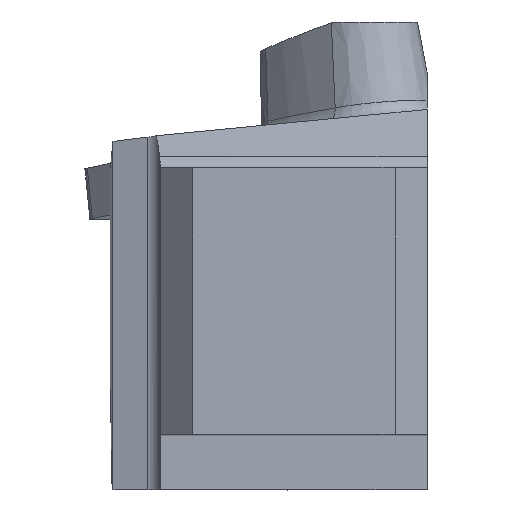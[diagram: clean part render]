
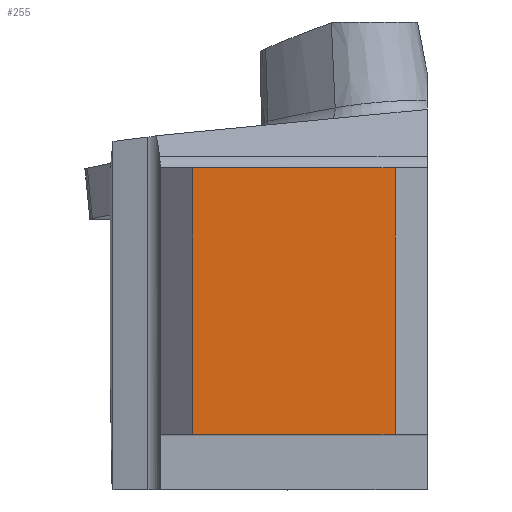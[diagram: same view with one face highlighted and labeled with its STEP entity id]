
A CAD part, top view. The second image highlights one B-rep face of the part: STEP entity #255.
In plain terms, the highlighted planar face has unit normal (0, 0, 1).
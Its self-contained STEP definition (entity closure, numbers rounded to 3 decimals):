
#255=ADVANCED_FACE('CU_BACK_SU1',(#377),#326,.F.);
#326=PLANE('',#1612);
#377=FACE_OUTER_BOUND('',#449,.T.);
#449=EDGE_LOOP('',(#639,#640,#641,#642));
#639=ORIENTED_EDGE('',*,*,#1163,.F.);
#640=ORIENTED_EDGE('',*,*,#1148,.T.);
#641=ORIENTED_EDGE('',*,*,#1164,.T.);
#642=ORIENTED_EDGE('',*,*,#1165,.F.);
#992=VERTEX_POINT('',#2343);
#993=VERTEX_POINT('',#2345);
#1003=VERTEX_POINT('',#2392);
#1004=VERTEX_POINT('',#2394);
#1148=EDGE_CURVE('',#993,#992,#1322,.T.);
#1163=EDGE_CURVE('',#993,#1003,#1331,.T.);
#1164=EDGE_CURVE('',#992,#1004,#1332,.T.);
#1165=EDGE_CURVE('',#1003,#1004,#1333,.T.);
#1322=LINE('',#2344,#1439);
#1331=LINE('',#2391,#1448);
#1332=LINE('',#2393,#1449);
#1333=LINE('',#2395,#1450);
#1439=VECTOR('',#1843,1.);
#1448=VECTOR('',#1862,1.);
#1449=VECTOR('',#1863,1.);
#1450=VECTOR('',#1864,1.);
#1612=AXIS2_PLACEMENT_3D('',#2396,#1865,#1866);
#1843=DIRECTION('',(1.,0.,0.));
#1862=DIRECTION('',(0.,1.,0.));
#1863=DIRECTION('',(0.,1.,0.));
#1864=DIRECTION('',(1.,0.,0.));
#1865=DIRECTION('',(0.,0.,-1.));
#1866=DIRECTION('',(-1.,0.,0.));
#2343=CARTESIAN_POINT('',(-3.,0.,0.));
#2344=CARTESIAN_POINT('',(-110.,0.,0.));
#2345=CARTESIAN_POINT('',(-21.925,0.,0.));
#2391=CARTESIAN_POINT('',(-21.925,0.,0.));
#2392=CARTESIAN_POINT('',(-21.925,24.925,0.));
#2393=CARTESIAN_POINT('',(-3.,0.,0.));
#2394=CARTESIAN_POINT('',(-3.,24.925,0.));
#2395=CARTESIAN_POINT('',(-110.,24.925,0.));
#2396=CARTESIAN_POINT('',(17.746,39.925,0.));
